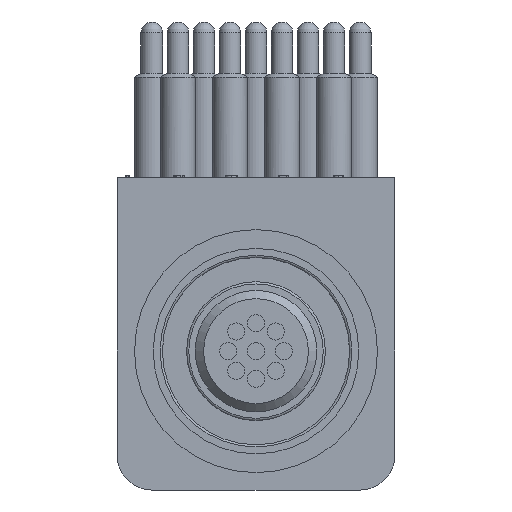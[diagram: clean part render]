
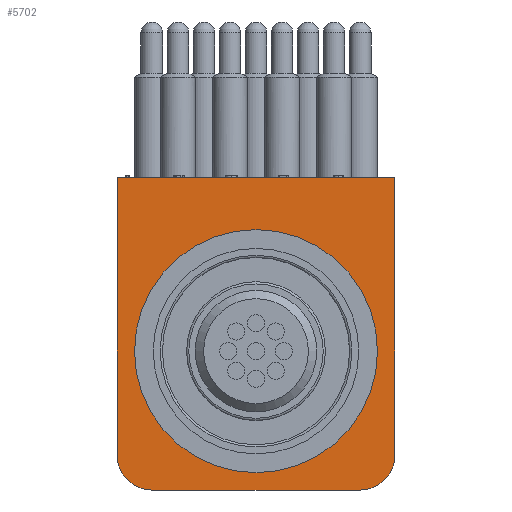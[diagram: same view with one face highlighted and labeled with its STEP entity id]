
A CAD part, front view. The second image highlights one B-rep face of the part: STEP entity #5702.
In plain terms, the highlighted planar face has unit normal (0, -1, 0).
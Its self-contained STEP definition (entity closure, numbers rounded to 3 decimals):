
#421=FACE_BOUND('',#1290,.T.);
#569=PLANE('',#6033);
#919=FACE_OUTER_BOUND('',#1289,.T.);
#1289=EDGE_LOOP('',(#5050,#5051,#5052,#5053,#5054,#5055));
#1290=EDGE_LOOP('',(#5056));
#1708=LINE('',#15919,#2131);
#1711=LINE('',#15924,#2134);
#1714=LINE('',#15932,#2137);
#1717=LINE('',#15939,#2140);
#2131=VECTOR('',#7048,1000.);
#2134=VECTOR('',#7053,1000.);
#2137=VECTOR('',#7062,1000.);
#2140=VECTOR('',#7071,1000.);
#2170=CIRCLE('',#5773,11.113);
#2251=CIRCLE('',#6028,3.175);
#2252=CIRCLE('',#6031,3.175);
#2282=VERTEX_POINT('',#7157);
#2756=VERTEX_POINT('',#15917);
#2757=VERTEX_POINT('',#15918);
#2758=VERTEX_POINT('',#15923);
#2759=VERTEX_POINT('',#15927);
#2760=VERTEX_POINT('',#15931);
#2761=VERTEX_POINT('',#15935);
#2795=EDGE_CURVE('',#2282,#2282,#2170,.T.);
#3516=EDGE_CURVE('',#2756,#2757,#1708,.T.);
#3519=EDGE_CURVE('',#2757,#2758,#1711,.T.);
#3521=EDGE_CURVE('',#2759,#2758,#2251,.T.);
#3523=EDGE_CURVE('',#2759,#2760,#1714,.T.);
#3525=EDGE_CURVE('',#2761,#2760,#2252,.T.);
#3527=EDGE_CURVE('',#2761,#2756,#1717,.T.);
#5050=ORIENTED_EDGE('',*,*,#3527,.F.);
#5051=ORIENTED_EDGE('',*,*,#3525,.T.);
#5052=ORIENTED_EDGE('',*,*,#3523,.F.);
#5053=ORIENTED_EDGE('',*,*,#3521,.T.);
#5054=ORIENTED_EDGE('',*,*,#3519,.F.);
#5055=ORIENTED_EDGE('',*,*,#3516,.F.);
#5056=ORIENTED_EDGE('',*,*,#2795,.F.);
#5702=ADVANCED_FACE('',(#919,#421),#569,.T.);
#5773=AXIS2_PLACEMENT_3D('',#7158,#6132,#6133);
#6028=AXIS2_PLACEMENT_3D('',#15928,#7057,#7058);
#6031=AXIS2_PLACEMENT_3D('',#15936,#7066,#7067);
#6033=AXIS2_PLACEMENT_3D('',#15940,#7072,#7073);
#6132=DIRECTION('center_axis',(0.,-1.,0.));
#6133=DIRECTION('ref_axis',(0.,0.,-1.));
#7048=DIRECTION('',(1.,0.,0.));
#7053=DIRECTION('',(0.,0.,-1.));
#7057=DIRECTION('center_axis',(0.,-1.,0.));
#7058=DIRECTION('ref_axis',(0.,0.,-1.));
#7062=DIRECTION('',(-1.,0.,0.));
#7066=DIRECTION('center_axis',(0.,-1.,0.));
#7067=DIRECTION('ref_axis',(0.,0.,-1.));
#7071=DIRECTION('',(0.,0.,1.));
#7072=DIRECTION('center_axis',(0.,-1.,0.));
#7073=DIRECTION('ref_axis',(0.,0.,-1.));
#7157=CARTESIAN_POINT('',(0.,-1.651,-11.113));
#7158=CARTESIAN_POINT('Origin',(0.,-1.651,0.));
#15917=CARTESIAN_POINT('',(-12.7,-1.651,15.875));
#15918=CARTESIAN_POINT('',(12.7,-1.651,15.875));
#15919=CARTESIAN_POINT('',(-12.7,-1.651,15.875));
#15923=CARTESIAN_POINT('',(12.7,-1.651,-9.525));
#15924=CARTESIAN_POINT('',(12.7,-1.651,15.875));
#15927=CARTESIAN_POINT('',(9.525,-1.651,-12.7));
#15928=CARTESIAN_POINT('Origin',(9.525,-1.651,-9.525));
#15931=CARTESIAN_POINT('',(-9.525,-1.651,-12.7));
#15932=CARTESIAN_POINT('',(-12.7,-1.651,-12.7));
#15935=CARTESIAN_POINT('',(-12.7,-1.651,-9.525));
#15936=CARTESIAN_POINT('Origin',(-9.525,-1.651,-9.525));
#15939=CARTESIAN_POINT('',(-12.7,-1.651,15.875));
#15940=CARTESIAN_POINT('Origin',(12.7,-1.651,-12.7));
